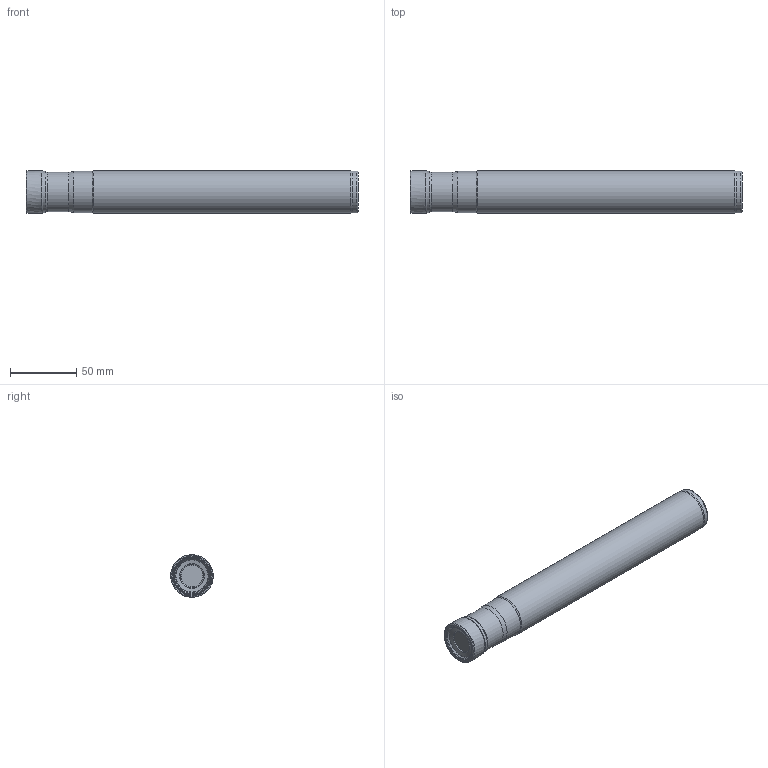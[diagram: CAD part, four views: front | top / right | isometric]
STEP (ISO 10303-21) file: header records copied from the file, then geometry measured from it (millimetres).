
FILE_DESCRIPTION(/* description */ (''),/* implementation_level */ '2;1');
FILE_NAME(/* name */ 'AEM90-RT13-D32-C32-L250-Z04.stp',/* time_stamp */ '2023-10-26T20:17:38+03:00',/* author */ (''),/* organization */ (''),/* preprocessor_version */ 'ST-DEVELOPER v19.4',/* originating_system */ 'SIEMENS PLM Software NX2306.3001',/* authorisation */ '');
FILE_SCHEMA (('AUTOMOTIVE_DESIGN { 1 0 10303 214 3 1 1 1 }'));
Length unit declared in the file: millimetre
Products named in the file (1): AEM90-RT13-D32-C32-L250-Z04
Bounding box: 249.86 x 32.01 x 32.01 mm (x, y, z)
Volume: 202624 mm3; surface area: 29539.7 mm2
Topology: 2 solids, 2 shells, 37 faces, 90 edges, 56 vertices
Faces by surface type: revolution 20, cone 6, cylinder 5, plane 3, torus 3
Full cylindrical faces by diameter (mm): 29.75 x1, 31 x2, 31.5 x1, 32 x1
Entity records: 971 total; most frequent: DIRECTION 156, CARTESIAN_POINT 148, EDGE_LOOP 72, ORIENTED_EDGE 72, FACE_BOUND 70, AXIS2_PLACEMENT_3D 64, ADVANCED_FACE 37, VERTEX_POINT 36
